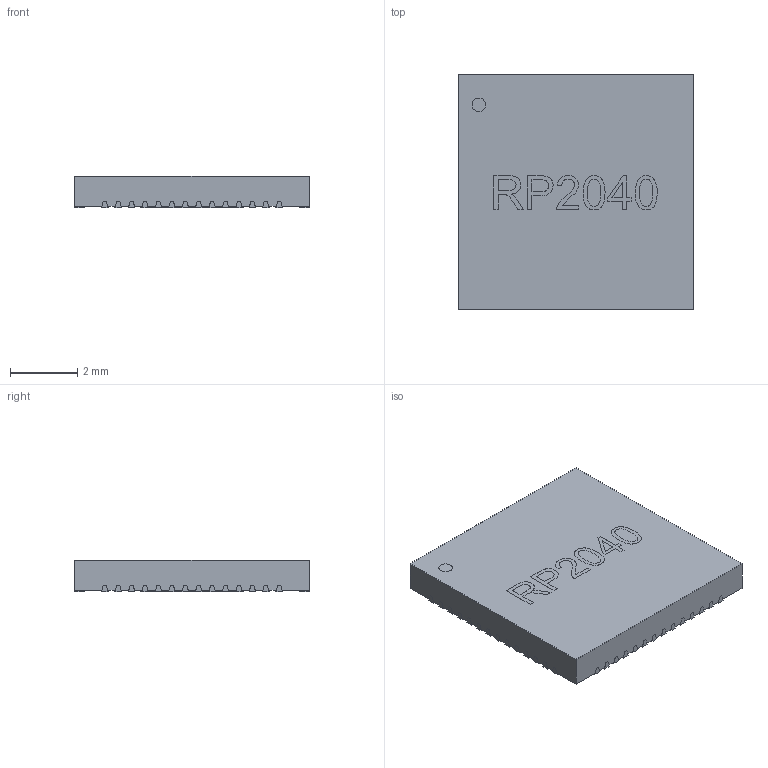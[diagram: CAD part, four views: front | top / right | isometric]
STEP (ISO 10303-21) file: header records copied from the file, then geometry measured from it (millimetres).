
FILE_DESCRIPTION(/* description */ (''),/* implementation_level */ '2;1');
FILE_NAME(/* name */ 'RP2040 v10.step',/* time_stamp */ '2024-01-20T16:59:03+02:00',/* author */ (''),/* organization */ (''),/* preprocessor_version */ 'ST-DEVELOPER v20',/* originating_system */ 'Autodesk Translation Framework v12.14.0.127',/* authorisation */ '');
FILE_SCHEMA (('AUTOMOTIVE_DESIGN { 1 0 10303 214 3 1 1 }'));
Length unit declared in the file: millimetre
Products named in the file (1): RP2040
Bounding box: 7 x 7 x 0.95 mm (x, y, z)
Volume: 44.7 mm3; surface area: 163.3 mm2
Topology: 65 solids, 65 shells, 846 faces, 2112 edges, 1408 vertices
Faces by surface type: plane 561, bspline 170, cone 112, cylinder 3
Full cylindrical faces by diameter (mm): 0.4 x2
Entity records: 14068 total; most frequent: ORIENTED_EDGE 3228, CARTESIAN_POINT 2741, EDGE_CURVE 1614, LINE 1101, VERTEX_POINT 938, EDGE_LOOP 868, FACE_OUTER_BOUND 846, ADVANCED_FACE 846
